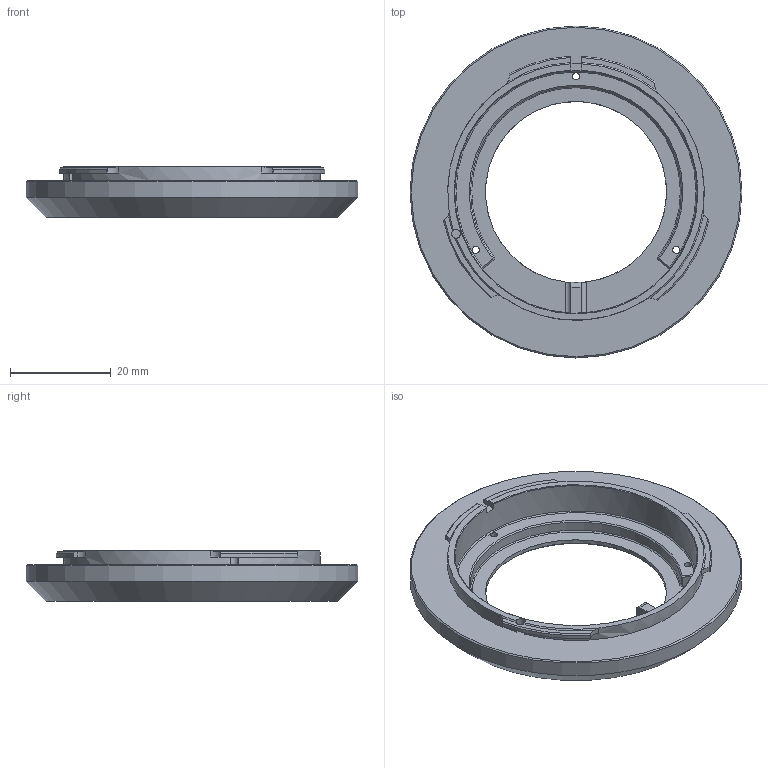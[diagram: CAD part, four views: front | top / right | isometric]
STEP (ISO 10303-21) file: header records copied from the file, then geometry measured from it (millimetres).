
FILE_DESCRIPTION(/* description */ ('Unknown'),/* implementation_level */ '2;1');
FILE_NAME(/* name */ 'dumbBody_CFD_PENF',/* time_stamp */ '2025-03-04T17:58:17-10:00',/* author */ ('Unknown'),/* organization */ ('Unknown'),/* preprocessor_version */ 'ST-DEVELOPER v18.1',/* originating_system */ 'Solid Edge',/* authorisation */ 'Unknown');
FILE_SCHEMA (('AUTOMOTIVE_DESIGN {1 0 10303 214 3 1 1}'));
Length unit declared in the file: millimetre
Products named in the file (1): dumbBody_CFD_PENF
Bounding box: 66 x 66 x 10.05 mm (x, y, z)
Volume: 12404 mm3; surface area: 7918.6 mm2
Topology: 1 solids, 1 shells, 80 faces, 213 edges, 133 vertices
Faces by surface type: plane 37, cylinder 21, cone 19, bspline 2, torus 1
Full cylindrical faces by diameter (mm): 1.4 x3, 1.75 x1, 36 x1, 48.25 x1, 66 x1
Entity records: 2472 total; most frequent: CARTESIAN_POINT 524, DIRECTION 398, ORIENTED_EDGE 392, EDGE_CURVE 196, AXIS2_PLACEMENT_3D 157, VERTEX_POINT 129, EDGE_LOOP 101, FACE_BOUND 101
